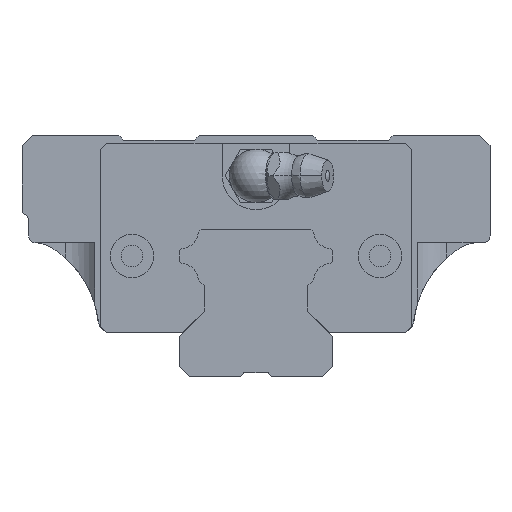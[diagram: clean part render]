
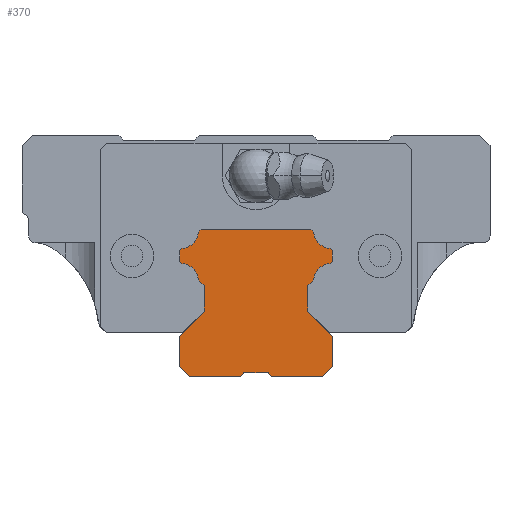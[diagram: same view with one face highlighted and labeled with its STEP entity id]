
A CAD part, front view. The second image highlights one B-rep face of the part: STEP entity #370.
In plain terms, the highlighted planar face has unit normal (0, -1, 0).
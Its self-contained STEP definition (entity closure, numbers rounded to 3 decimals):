
#370=ADVANCED_FACE('',(#831),#832,.T.);
#831=FACE_OUTER_BOUND('',#1411,.T.);
#832=PLANE('',#1412);
#1411=EDGE_LOOP('',(#3174,#3175,#3176,#3177,#3178,#3179,#3180,#3181,#3182,#3183,#3184,#3185,#3186,#3187,#3188,#3189,#3190,#3191,#3192,#3193,#3194,#3195,#3196,#3197,#3198,#3199,#3200,#3201));
#1412=AXIS2_PLACEMENT_3D('',#3202,#3203,#3204);
#3174=ORIENTED_EDGE('',*,*,#4145,.F.);
#3175=ORIENTED_EDGE('',*,*,#4146,.F.);
#3176=ORIENTED_EDGE('',*,*,#4112,.F.);
#3177=ORIENTED_EDGE('',*,*,#4147,.F.);
#3178=ORIENTED_EDGE('',*,*,#4148,.F.);
#3179=ORIENTED_EDGE('',*,*,#4149,.F.);
#3180=ORIENTED_EDGE('',*,*,#4143,.F.);
#3181=ORIENTED_EDGE('',*,*,#4150,.F.);
#3182=ORIENTED_EDGE('',*,*,#4151,.F.);
#3183=ORIENTED_EDGE('',*,*,#4152,.F.);
#3184=ORIENTED_EDGE('',*,*,#4153,.F.);
#3185=ORIENTED_EDGE('',*,*,#4133,.F.);
#3186=ORIENTED_EDGE('',*,*,#4130,.F.);
#3187=ORIENTED_EDGE('',*,*,#4137,.F.);
#3188=ORIENTED_EDGE('',*,*,#4140,.F.);
#3189=ORIENTED_EDGE('',*,*,#4154,.F.);
#3190=ORIENTED_EDGE('',*,*,#4155,.F.);
#3191=ORIENTED_EDGE('',*,*,#4156,.F.);
#3192=ORIENTED_EDGE('',*,*,#4157,.F.);
#3193=ORIENTED_EDGE('',*,*,#4158,.F.);
#3194=ORIENTED_EDGE('',*,*,#4159,.F.);
#3195=ORIENTED_EDGE('',*,*,#4160,.F.);
#3196=ORIENTED_EDGE('',*,*,#4161,.F.);
#3197=ORIENTED_EDGE('',*,*,#4162,.F.);
#3198=ORIENTED_EDGE('',*,*,#4163,.F.);
#3199=ORIENTED_EDGE('',*,*,#4164,.F.);
#3200=ORIENTED_EDGE('',*,*,#4165,.F.);
#3201=ORIENTED_EDGE('',*,*,#4166,.F.);
#3202=CARTESIAN_POINT('',(-11.27,-110.0,14.23));
#3203=DIRECTION('',(0.0,-1.0,0.0));
#3204=DIRECTION('',(0.0,0.0,-1.0));
#4112=EDGE_CURVE('',#5154,#5156,#5157,.T.);
#4130=EDGE_CURVE('',#5185,#5187,#5188,.T.);
#4133=EDGE_CURVE('',#5187,#5192,#5193,.T.);
#4137=EDGE_CURVE('',#5197,#5185,#5199,.T.);
#4140=EDGE_CURVE('',#5202,#5197,#5204,.T.);
#4143=EDGE_CURVE('',#5208,#5210,#5211,.T.);
#4145=EDGE_CURVE('',#5213,#5214,#5215,.T.);
#4146=EDGE_CURVE('',#5156,#5213,#5216,.T.);
#4147=EDGE_CURVE('',#5217,#5154,#5218,.T.);
#4148=EDGE_CURVE('',#5219,#5217,#5220,.T.);
#4149=EDGE_CURVE('',#5210,#5219,#5221,.T.);
#4150=EDGE_CURVE('',#5222,#5208,#5223,.T.);
#4151=EDGE_CURVE('',#5224,#5222,#5225,.T.);
#4152=EDGE_CURVE('',#5226,#5224,#5227,.T.);
#4153=EDGE_CURVE('',#5192,#5226,#5228,.T.);
#4154=EDGE_CURVE('',#5229,#5202,#5230,.T.);
#4155=EDGE_CURVE('',#5231,#5229,#5232,.T.);
#4156=EDGE_CURVE('',#5233,#5231,#5234,.T.);
#4157=EDGE_CURVE('',#5235,#5233,#5236,.T.);
#4158=EDGE_CURVE('',#5237,#5235,#5238,.T.);
#4159=EDGE_CURVE('',#5239,#5237,#5240,.T.);
#4160=EDGE_CURVE('',#5241,#5239,#5242,.T.);
#4161=EDGE_CURVE('',#5243,#5241,#5244,.T.);
#4162=EDGE_CURVE('',#5245,#5243,#5246,.T.);
#4163=EDGE_CURVE('',#5247,#5245,#5248,.T.);
#4164=EDGE_CURVE('',#5249,#5247,#5250,.T.);
#4165=EDGE_CURVE('',#5251,#5249,#5252,.T.);
#4166=EDGE_CURVE('',#5214,#5251,#5253,.T.);
#5154=VERTEX_POINT('',#6992);
#5156=VERTEX_POINT('',#6995);
#5157=LINE('',#6996,#6997);
#5185=VERTEX_POINT('',#7028);
#5187=VERTEX_POINT('',#7031);
#5188=LINE('',#7032,#7033);
#5192=VERTEX_POINT('',#7038);
#5193=CIRCLE('',#7039,2.65);
#5197=VERTEX_POINT('',#7045);
#5199=LINE('',#7048,#7049);
#5202=VERTEX_POINT('',#7053);
#5204=LINE('',#7056,#7057);
#5208=VERTEX_POINT('',#7062);
#5210=VERTEX_POINT('',#7065);
#5211=LINE('',#7066,#7067);
#5213=VERTEX_POINT('',#7070);
#5214=VERTEX_POINT('',#7071);
#5215=LINE('',#7072,#7073);
#5216=LINE('',#7074,#7075);
#5217=VERTEX_POINT('',#7076);
#5218=LINE('',#7077,#7078);
#5219=VERTEX_POINT('',#7079);
#5220=LINE('',#7080,#7081);
#5221=LINE('',#7082,#7083);
#5222=VERTEX_POINT('',#7084);
#5223=LINE('',#7085,#7086);
#5224=VERTEX_POINT('',#7087);
#5225=LINE('',#7088,#7089);
#5226=VERTEX_POINT('',#7090);
#5227=LINE('',#7091,#7092);
#5228=LINE('',#7093,#7094);
#5229=VERTEX_POINT('',#7095);
#5230=CIRCLE('',#7096,2.65);
#5231=VERTEX_POINT('',#7097);
#5232=LINE('',#7098,#7099);
#5233=VERTEX_POINT('',#7100);
#5234=LINE('',#7101,#7102);
#5235=VERTEX_POINT('',#7103);
#5236=LINE('',#7104,#7105);
#5237=VERTEX_POINT('',#7106);
#5238=CIRCLE('',#7107,2.65);
#5239=VERTEX_POINT('',#7108);
#5240=LINE('',#7109,#7110);
#5241=VERTEX_POINT('',#7111);
#5242=LINE('',#7112,#7113);
#5243=VERTEX_POINT('',#7114);
#5244=LINE('',#7115,#7116);
#5245=VERTEX_POINT('',#7117);
#5246=CIRCLE('',#7118,2.65);
#5247=VERTEX_POINT('',#7119);
#5248=LINE('',#7120,#7121);
#5249=VERTEX_POINT('',#7122);
#5250=LINE('',#7123,#7124);
#5251=VERTEX_POINT('',#7125);
#5252=LINE('',#7126,#7127);
#5253=LINE('',#7128,#7129);
#6992=CARTESIAN_POINT('',(-1.8,-110.0,0.5));
#6995=CARTESIAN_POINT('',(-2.3,-110.0,0.0));
#6996=CARTESIAN_POINT('',(-1.8,-110.0,0.5));
#6997=VECTOR('',#8171,1000.0);
#7028=CARTESIAN_POINT('',(11.43,-110.0,17.229));
#7031=CARTESIAN_POINT('',(11.074,-110.0,16.873));
#7032=CARTESIAN_POINT('',(11.43,-110.0,17.229));
#7033=VECTOR('',#8215,1000.0);
#7038=CARTESIAN_POINT('',(8.627,-110.0,14.426));
#7039=AXIS2_PLACEMENT_3D('',#8220,#8221,#8222);
#7045=CARTESIAN_POINT('',(11.43,-110.0,18.771));
#7048=CARTESIAN_POINT('',(11.43,-110.0,18.771));
#7049=VECTOR('',#8226,1000.0);
#7053=CARTESIAN_POINT('',(11.074,-110.0,19.127));
#7056=CARTESIAN_POINT('',(11.074,-110.0,19.127));
#7057=VECTOR('',#8229,1000.0);
#7062=CARTESIAN_POINT('',(11.5,-110.0,1.5));
#7065=CARTESIAN_POINT('',(10.,-110.0,0.));
#7066=CARTESIAN_POINT('',(11.5,-110.0,1.5));
#7067=VECTOR('',#8232,1000.0);
#7070=CARTESIAN_POINT('',(-10.,-110.0,0.));
#7071=CARTESIAN_POINT('',(-11.5,-110.0,1.5));
#7072=CARTESIAN_POINT('',(-10.,-110.0,0.));
#7073=VECTOR('',#8234,1000.0);
#7074=CARTESIAN_POINT('',(-2.3,-110.0,0.0));
#7075=VECTOR('',#8235,1000.0);
#7076=CARTESIAN_POINT('',(1.8,-110.0,0.5));
#7077=CARTESIAN_POINT('',(1.8,-110.0,0.5));
#7078=VECTOR('',#8236,1000.0);
#7079=CARTESIAN_POINT('',(2.3,-110.0,0.0));
#7080=CARTESIAN_POINT('',(2.3,-110.0,0.));
#7081=VECTOR('',#8237,1000.0);
#7082=CARTESIAN_POINT('',(10.,-110.0,0.0));
#7083=VECTOR('',#8238,1000.0);
#7084=CARTESIAN_POINT('',(11.5,-110.0,6.001));
#7085=CARTESIAN_POINT('',(11.5,-110.0,6.001));
#7086=VECTOR('',#8239,1000.0);
#7087=CARTESIAN_POINT('',(7.73,-110.0,9.771));
#7088=CARTESIAN_POINT('',(7.73,-110.0,9.771));
#7089=VECTOR('',#8240,1000.0);
#7090=CARTESIAN_POINT('',(7.73,-110.0,13.529));
#7091=CARTESIAN_POINT('',(7.73,-110.0,13.529));
#7092=VECTOR('',#8241,1000.0);
#7093=CARTESIAN_POINT('',(8.627,-110.0,14.426));
#7094=VECTOR('',#8242,1000.0);
#7095=CARTESIAN_POINT('',(8.627,-110.0,21.574));
#7096=AXIS2_PLACEMENT_3D('',#8243,#8244,#8245);
#7097=CARTESIAN_POINT('',(8.201,-110.0,22.));
#7098=CARTESIAN_POINT('',(8.271,-110.0,21.93));
#7099=VECTOR('',#8246,1000.0);
#7100=CARTESIAN_POINT('',(-8.201,-110.0,22.));
#7101=CARTESIAN_POINT('',(-8.271,-110.0,22.));
#7102=VECTOR('',#8247,1000.0);
#7103=CARTESIAN_POINT('',(-8.627,-110.0,21.574));
#7104=CARTESIAN_POINT('',(-8.627,-110.0,21.574));
#7105=VECTOR('',#8248,1000.0);
#7106=CARTESIAN_POINT('',(-11.074,-110.0,19.127));
#7107=AXIS2_PLACEMENT_3D('',#8249,#8250,#8251);
#7108=CARTESIAN_POINT('',(-11.43,-110.0,18.771));
#7109=CARTESIAN_POINT('',(-11.43,-110.0,18.771));
#7110=VECTOR('',#8252,1000.0);
#7111=CARTESIAN_POINT('',(-11.43,-110.0,17.229));
#7112=CARTESIAN_POINT('',(-11.43,-110.0,17.229));
#7113=VECTOR('',#8253,1000.0);
#7114=CARTESIAN_POINT('',(-11.074,-110.0,16.873));
#7115=CARTESIAN_POINT('',(-11.074,-110.0,16.873));
#7116=VECTOR('',#8254,1000.0);
#7117=CARTESIAN_POINT('',(-8.627,-110.0,14.426));
#7118=AXIS2_PLACEMENT_3D('',#8255,#8256,#8257);
#7119=CARTESIAN_POINT('',(-7.73,-110.0,13.529));
#7120=CARTESIAN_POINT('',(-7.73,-110.0,13.529));
#7121=VECTOR('',#8258,1000.0);
#7122=CARTESIAN_POINT('',(-7.73,-110.0,9.771));
#7123=CARTESIAN_POINT('',(-7.73,-110.0,9.771));
#7124=VECTOR('',#8259,1000.0);
#7125=CARTESIAN_POINT('',(-11.5,-110.0,6.001));
#7126=CARTESIAN_POINT('',(-11.5,-110.0,6.001));
#7127=VECTOR('',#8260,1000.0);
#7128=CARTESIAN_POINT('',(-11.5,-110.0,1.5));
#7129=VECTOR('',#8261,1000.0);
#8171=DIRECTION('',(-0.707,0.0,-0.707));
#8215=DIRECTION('',(-0.707,0.0,-0.707));
#8220=CARTESIAN_POINT('',(11.27,-110.0,14.23));
#8221=DIRECTION('',(0.0,-1.0,0.0));
#8222=DIRECTION('',(1.0,0.0,0.0));
#8226=DIRECTION('',(0.0,0.0,-1.0));
#8229=DIRECTION('',(0.707,0.0,-0.707));
#8232=DIRECTION('',(-0.707,0.0,-0.707));
#8234=DIRECTION('',(-0.707,0.0,0.707));
#8235=DIRECTION('',(-1.0,0.0,0.0));
#8236=DIRECTION('',(-1.0,0.0,0.0));
#8237=DIRECTION('',(-0.707,0.0,0.707));
#8238=DIRECTION('',(-1.0,0.0,0.0));
#8239=DIRECTION('',(0.,0.0,-1.0));
#8240=DIRECTION('',(0.707,0.0,-0.707));
#8241=DIRECTION('',(0.,0.0,-1.0));
#8242=DIRECTION('',(-0.707,0.0,-0.707));
#8243=CARTESIAN_POINT('',(11.27,-110.0,21.77));
#8244=DIRECTION('',(0.0,-1.0,0.0));
#8245=DIRECTION('',(1.0,0.0,0.0));
#8246=DIRECTION('',(0.707,0.0,-0.707));
#8247=DIRECTION('',(1.0,0.0,0.));
#8248=DIRECTION('',(0.707,0.0,0.707));
#8249=CARTESIAN_POINT('',(-11.27,-110.0,21.77));
#8250=DIRECTION('',(0.0,-1.0,0.0));
#8251=DIRECTION('',(1.0,0.0,0.0));
#8252=DIRECTION('',(0.707,0.0,0.707));
#8253=DIRECTION('',(0.,0.0,1.0));
#8254=DIRECTION('',(-0.707,0.0,0.707));
#8255=CARTESIAN_POINT('',(-11.27,-110.0,14.23));
#8256=DIRECTION('',(0.0,-1.0,0.0));
#8257=DIRECTION('',(1.0,0.0,0.0));
#8258=DIRECTION('',(-0.707,0.0,0.707));
#8259=DIRECTION('',(0.,0.0,1.0));
#8260=DIRECTION('',(0.707,0.0,0.707));
#8261=DIRECTION('',(0.0,0.0,1.0));
